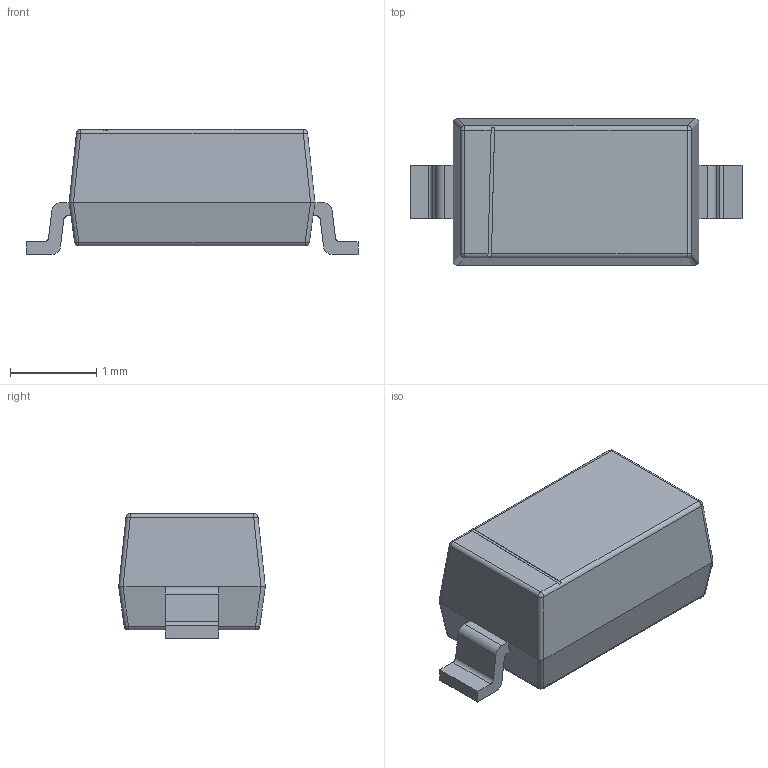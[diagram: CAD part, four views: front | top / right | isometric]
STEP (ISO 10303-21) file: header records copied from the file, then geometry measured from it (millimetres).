
FILE_DESCRIPTION (( 'STEP AP214' ), '1' );
FILE_NAME ('MBR0530.STEP', '2022-07-04T02:31:22', ( '' ), ( '' ), 'SwSTEP 2.0', 'SolidWorks 2017', '' );
FILE_SCHEMA (( 'AUTOMOTIVE_DESIGN' ));
Length unit declared in the file: millimetre
Products named in the file (4): D2; MBR0530; SOD-123_L2.7-W1.6-LS3.7-RD-1; SOLID_1
Assembly tree (3 placements, depth 4):
  MBR0530
    D2
      SOD-123_L2.7-W1.6-LS3.7-RD-1
        SOLID_1
Bounding box: 3.85 x 1.7 x 1.45 mm (x, y, z)
Volume: 6.2 mm3; surface area: 22.6 mm2
Topology: 1 solids, 1 shells, 122 faces, 303 edges, 190 vertices
Faces by surface type: plane 76, cylinder 24, bspline 22
Entity records: 5227 total; most frequent: CARTESIAN_POINT 1005, ORIENTED_EDGE 606, DIRECTION 523, EDGE_CURVE 303, LINE 227, VECTOR 227, VERTEX_POINT 190, AXIS2_PLACEMENT_3D 148
